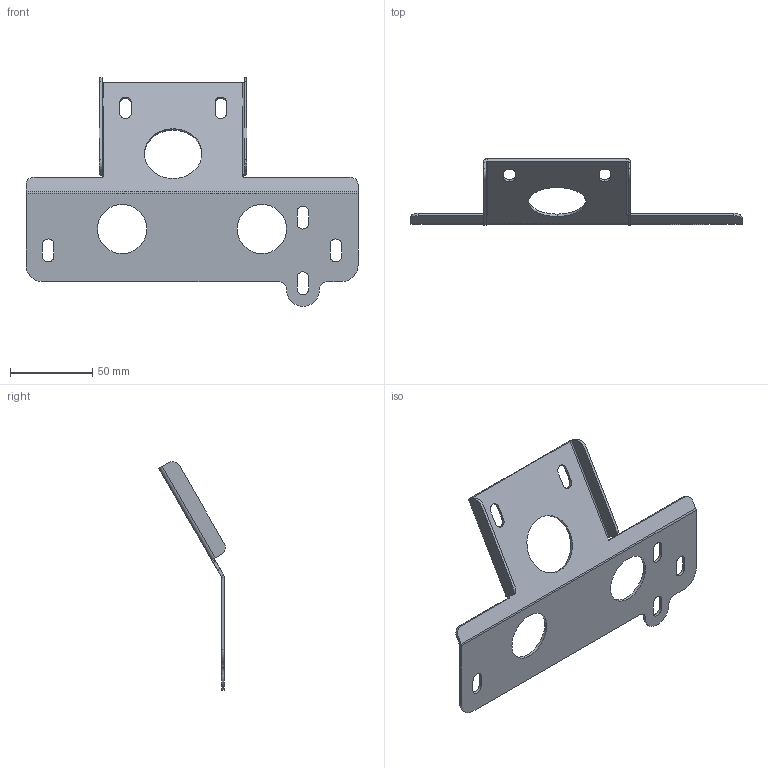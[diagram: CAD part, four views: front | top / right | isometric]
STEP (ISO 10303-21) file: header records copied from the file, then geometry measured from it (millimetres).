
FILE_DESCRIPTION (( 'STEP AP214' ), '1' );
FILE_NAME ('32 - bracket battery support carbd(M900).STEP', '2016-11-26T22:44:19', ( '' ), ( '' ), 'SwSTEP 2.0', 'SolidWorks 2014', '' );
FILE_SCHEMA (( 'AUTOMOTIVE_DESIGN' ));
Length unit declared in the file: millimetre
Products named in the file (1): 32 - bracket battery support carbd(M900)
Bounding box: 202 x 40.42 x 139.1 mm (x, y, z)
Volume: 28789.1 mm3; surface area: 36898.1 mm2
Topology: 1 solids, 1 shells, 92 faces, 246 edges, 156 vertices
Faces by surface type: cylinder 49, plane 43
Entity records: 2946 total; most frequent: DIRECTION 530, CARTESIAN_POINT 495, ORIENTED_EDGE 492, EDGE_CURVE 246, AXIS2_PLACEMENT_3D 191, VERTEX_POINT 156, VECTOR 148, LINE 148
